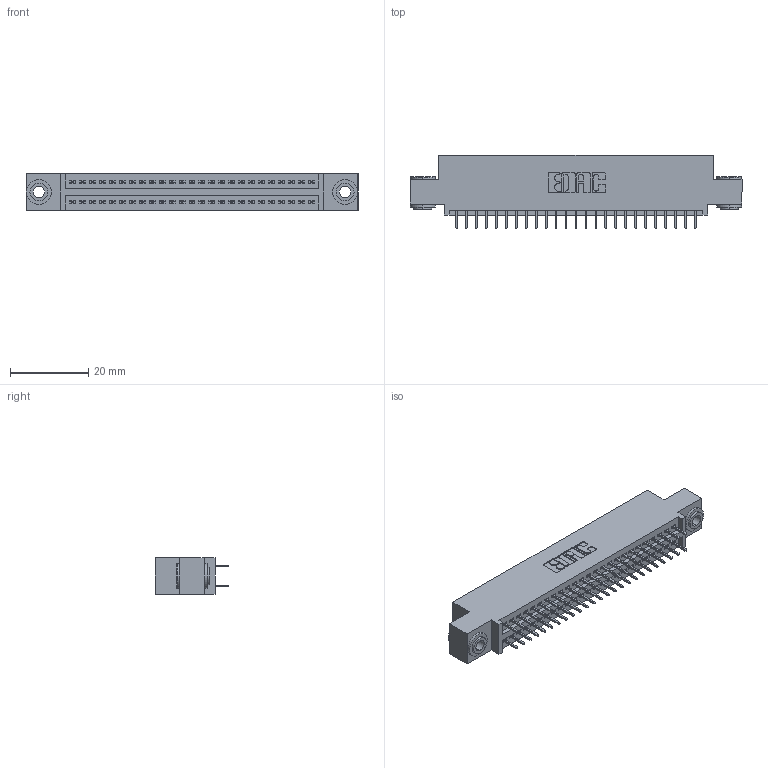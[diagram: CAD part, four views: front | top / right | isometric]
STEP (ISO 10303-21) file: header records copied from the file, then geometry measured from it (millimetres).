
FILE_DESCRIPTION (( 'STEP AP203' ), '1' );
FILE_NAME ('845-050-525-503.STEP', '2020-09-23T09:40:02', ( '' ), ( '' ), 'SwSTEP 2.0', 'SolidWorks 2020', '' );
FILE_SCHEMA (( 'CONFIG_CONTROL_DESIGN' ));
Length unit declared in the file: inch
Products named in the file (4): 845 Part_0.110 Offset - 0.156 Dia-TH; 345-292-001_345-293-125; 345-250-002_345-250-002-102; 845-050-525-503
Assembly tree (53 placements, depth 2):
  845-050-525-503
    845 Part_0.110 Offset - 0.156 Dia-TH
    345-292-001_345-293-125  x50
    345-250-002_345-250-002-102  x2
Bounding box: 84.71 x 18.72 x 9.4 mm (x, y, z)
Volume: 7934.6 mm3; surface area: 11449.2 mm2
Topology: 53 solids, 53 shells, 2868 faces, 8079 edges, 5182 vertices
Faces by surface type: plane 2044, cylinder 816, cone 8
Entity records: 22760 total; most frequent: CARTESIAN_POINT 3807, ORIENTED_EDGE 3734, DIRECTION 3409, EDGE_CURVE 1867, VECTOR 1615, LINE 1615, VERTEX_POINT 1238, AXIS2_PLACEMENT_3D 897
